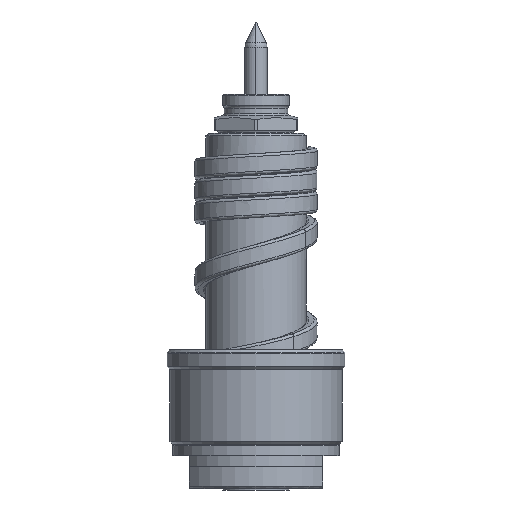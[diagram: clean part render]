
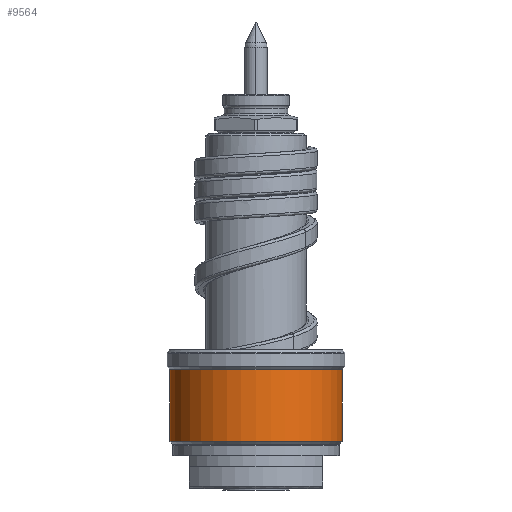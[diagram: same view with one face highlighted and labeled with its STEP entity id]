
A CAD part, front view. The second image highlights one B-rep face of the part: STEP entity #9564.
In plain terms, the highlighted cylindrical face has radius 15.5 mm (diameter 31 mm), a partial arc.
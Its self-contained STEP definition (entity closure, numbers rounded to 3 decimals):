
#2481=CARTESIAN_POINT('',(0.,0.,8.583));
#2482=DIRECTION('',(0.,0.,1.));
#2483=DIRECTION('',(-1.,0.,0.));
#2484=AXIS2_PLACEMENT_3D('',#2481,#2482,#2483);
#2486=DIRECTION('',(0.,0.,-1.));
#2487=VECTOR('',#2486,12.835);
#2488=CARTESIAN_POINT('',(-15.5,0.,21.417));
#2489=LINE('',#2488,#2487);
#2490=CARTESIAN_POINT('',(0.,0.,21.417));
#2491=DIRECTION('',(0.,0.,1.));
#2492=DIRECTION('',(-1.,0.,0.));
#2493=AXIS2_PLACEMENT_3D('',#2490,#2491,#2492);
#2495=DIRECTION('',(0.,0.,-1.));
#2496=VECTOR('',#2495,12.835);
#2497=CARTESIAN_POINT('',(15.5,0.,21.417));
#2498=LINE('',#2497,#2496);
#5835=CARTESIAN_POINT('',(15.5,0.,21.417));
#5836=CARTESIAN_POINT('',(-15.5,0.,21.417));
#5837=VERTEX_POINT('',#5835);
#5838=VERTEX_POINT('',#5836);
#5861=CARTESIAN_POINT('',(15.5,0.,8.583));
#5862=VERTEX_POINT('',#5861);
#5863=CARTESIAN_POINT('',(-15.5,0.,8.583));
#5864=VERTEX_POINT('',#5863);
#9552=CARTESIAN_POINT('',(0.,0.,7.15));
#9553=DIRECTION('',(0.,0.,1.));
#9554=DIRECTION('',(-1.,0.,0.));
#9555=AXIS2_PLACEMENT_3D('',#9552,#9553,#9554);
#9556=CYLINDRICAL_SURFACE('',#9555,15.5);
#9557=ORIENTED_EDGE('',*,*,#9524,.F.);
#9558=ORIENTED_EDGE('',*,*,#9542,.F.);
#9560=ORIENTED_EDGE('',*,*,#9559,.T.);
#9561=ORIENTED_EDGE('',*,*,#9538,.T.);
#9562=EDGE_LOOP('',(#9557,#9558,#9560,#9561));
#9563=FACE_OUTER_BOUND('',#9562,.F.);
#2485=CIRCLE('',#2484,15.5);
#2494=CIRCLE('',#2493,15.5);
#9524=EDGE_CURVE('',#5864,#5862,#2485,.T.);
#9538=EDGE_CURVE('',#5837,#5862,#2498,.T.);
#9542=EDGE_CURVE('',#5838,#5864,#2489,.T.);
#9559=EDGE_CURVE('',#5838,#5837,#2494,.T.);
#9564=ADVANCED_FACE('',(#9563),#9556,.T.);
